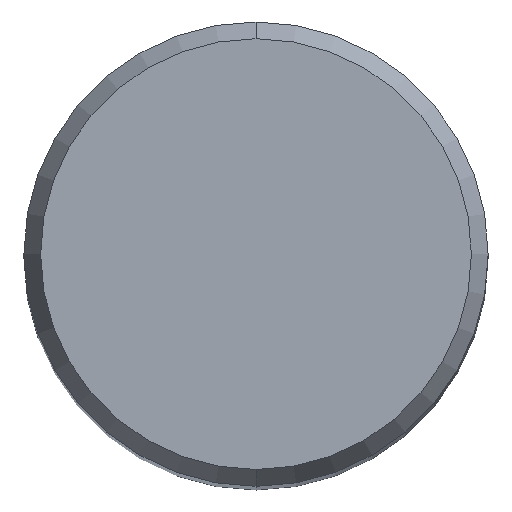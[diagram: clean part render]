
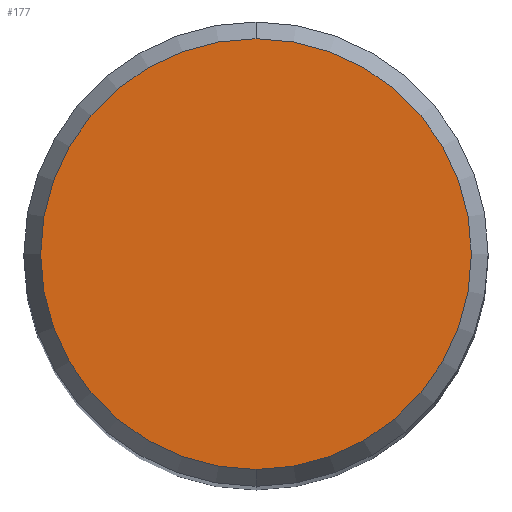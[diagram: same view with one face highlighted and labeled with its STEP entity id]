
A CAD part, top view. The second image highlights one B-rep face of the part: STEP entity #177.
In plain terms, the highlighted planar face has unit normal (0, 0, 1).
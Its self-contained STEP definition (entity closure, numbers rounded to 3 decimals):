
#111=VERTEX_POINT('',#275);
#137=EDGE_CURVE('',#211,#111,#305,.T.);
#149=EDGE_CURVE('',#111,#211,#318,.T.);
#177=ADVANCED_FACE('',(#350),#351,.T.);
#211=VERTEX_POINT('',#391);
#275=CARTESIAN_POINT('',(0.,-2.946,0.));
#305=CIRCLE('',#487,2.946);
#318=CIRCLE('',#503,2.946);
#350=FACE_OUTER_BOUND('',#544,.T.);
#351=PLANE('',#545);
#391=CARTESIAN_POINT('',(0.0,2.946,0.));
#487=AXIS2_PLACEMENT_3D('',#714,#715,#716);
#503=AXIS2_PLACEMENT_3D('',#731,#732,#733);
#544=EDGE_LOOP('',(#776,#777));
#545=AXIS2_PLACEMENT_3D('',#778,#779,#780);
#714=CARTESIAN_POINT('',(0.0,0.0,0.));
#715=DIRECTION('',(0.0,0.0,-1.0));
#716=DIRECTION('',(0.0,1.0,0.0));
#731=CARTESIAN_POINT('',(0.0,0.0,0.));
#732=DIRECTION('',(0.0,0.0,-1.0));
#733=DIRECTION('',(0.0,1.0,0.0));
#776=ORIENTED_EDGE('',*,*,#137,.F.);
#777=ORIENTED_EDGE('',*,*,#149,.F.);
#778=CARTESIAN_POINT('',(0.0,1.473,0.));
#779=DIRECTION('',(-0.0,0.0,1.0));
#780=DIRECTION('',(0.0,-1.0,0.0));
